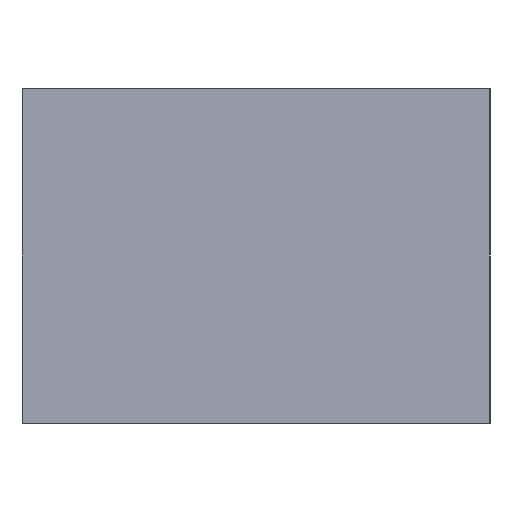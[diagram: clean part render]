
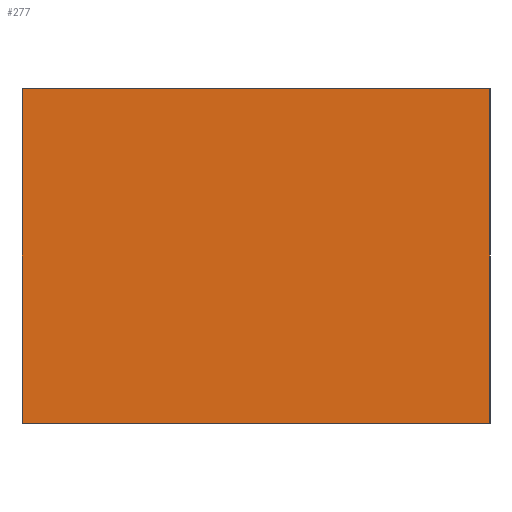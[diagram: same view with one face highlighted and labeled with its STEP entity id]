
A CAD part, left-side view. The second image highlights one B-rep face of the part: STEP entity #277.
In plain terms, the highlighted planar face has unit normal (-1, 0, 0).
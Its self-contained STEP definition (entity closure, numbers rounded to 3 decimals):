
#277=ADVANCED_FACE('NONE',(#670),#671,.F.);
#670=FACE_OUTER_BOUND('',#1176,.T.);
#671=PLANE('',#1177);
#1176=EDGE_LOOP('',(#2211,#2212,#2213,#2214));
#1177=AXIS2_PLACEMENT_3D('',#2215,#2216,#2217);
#2211=ORIENTED_EDGE('',*,*,#3647,.T.);
#2212=ORIENTED_EDGE('',*,*,#3202,.F.);
#2213=ORIENTED_EDGE('',*,*,#3649,.F.);
#2214=ORIENTED_EDGE('',*,*,#3519,.T.);
#2215=CARTESIAN_POINT('',(0.0,0.0,11.0));
#2216=DIRECTION('',(1.0,0.0,0.0));
#2217=DIRECTION('',(0.0,1.0,-0.0));
#3202=EDGE_CURVE('NONE',#3866,#3868,#3869,.T.);
#3519=EDGE_CURVE('NONE',#4501,#4499,#4502,.T.);
#3647=EDGE_CURVE('NONE',#4499,#3868,#4634,.T.);
#3649=EDGE_CURVE('NONE',#4501,#3866,#4636,.T.);
#3866=VERTEX_POINT('NONE',#4858);
#3868=VERTEX_POINT('NONE',#4861);
#3869=LINE('',#4862,#4863);
#4499=VERTEX_POINT('NONE',#5807);
#4501=VERTEX_POINT('NONE',#5810);
#4502=LINE('',#5811,#5812);
#4634=LINE('',#6030,#6031);
#4636=LINE('',#6033,#6034);
#4858=CARTESIAN_POINT('',(0.0,0.0,11.0));
#4861=CARTESIAN_POINT('',(0.0,0.0,0.0));
#4862=CARTESIAN_POINT('',(0.0,0.0,11.0));
#4863=VECTOR('',#6326,1000.0);
#5807=CARTESIAN_POINT('',(0.0,15.4,0.0));
#5810=CARTESIAN_POINT('',(0.0,15.4,11.0));
#5811=CARTESIAN_POINT('',(0.0,15.4,11.0));
#5812=VECTOR('',#6642,1000.0);
#6030=CARTESIAN_POINT('',(0.0,0.0,0.0));
#6031=VECTOR('',#6729,1000.0);
#6033=CARTESIAN_POINT('',(0.0,0.0,11.0));
#6034=VECTOR('',#6730,1000.0);
#6326=DIRECTION('',(-0.0,-0.0,-1.0));
#6642=DIRECTION('',(-0.0,-0.0,-1.0));
#6729=DIRECTION('',(-0.0,-1.0,-0.0));
#6730=DIRECTION('',(-0.0,-1.0,-0.0));
